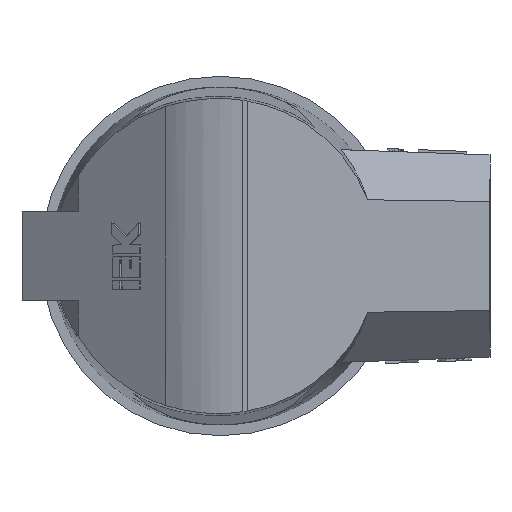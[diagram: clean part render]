
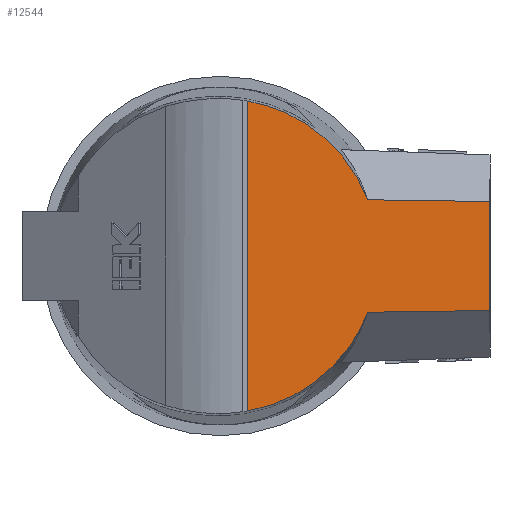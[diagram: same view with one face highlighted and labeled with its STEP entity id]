
A CAD part, left-side view. The second image highlights one B-rep face of the part: STEP entity #12544.
In plain terms, the highlighted planar face has unit normal (-0.999, -0.035, 0).
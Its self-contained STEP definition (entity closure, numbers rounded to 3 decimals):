
#602 = DIRECTION ( 'NONE',  ( 0.999, 0.035, 0. ) ) ;
#1717 = CARTESIAN_POINT ( 'NONE',  ( 0.318, -9.013, -15.034 ) ) ;
#1803 = ORIENTED_EDGE ( 'NONE', *, *, #30447, .T. ) ;
#1873 = CARTESIAN_POINT ( 'NONE',  ( 0.566, -16.108, -6.962 ) ) ;
#2886 = CARTESIAN_POINT ( 'NONE',  ( 0.161, -4.519, 16.924 ) ) ;
#4348 = CARTESIAN_POINT ( 'NONE',  ( 0.576, -16.391, 6.256 ) ) ;
#5209 = CARTESIAN_POINT ( 'NONE',  ( 0.373, -10.583, -13.994 ) ) ;
#5354 = CARTESIAN_POINT ( 'NONE',  ( 0.576, -16.391, -6.256 ) ) ;
#6208 = CARTESIAN_POINT ( 'NONE',  ( 0.47, -13.365, 11.454 ) ) ;
#6353 = CARTESIAN_POINT ( 'NONE',  ( 0.122, -3.409, 17.179 ) ) ;
#6514 = CARTESIAN_POINT ( 'NONE',  ( 0.109, -3.034, 21.5 ) ) ;
#6579 = ORIENTED_EDGE ( 'NONE', *, *, #30498, .T. ) ;
#7256 = VERTEX_POINT ( 'NONE', #33922 ) ;
#8019 = ORIENTED_EDGE ( 'NONE', *, *, #26658, .F. ) ;
#8195 = LINE ( 'NONE', #40476, #43416 ) ;
#8214 = VERTEX_POINT ( 'NONE', #36992 ) ;
#8694 = CARTESIAN_POINT ( 'NONE',  ( 0.432, -12.291, -12.527 ) ) ;
#9688 = CARTESIAN_POINT ( 'NONE',  ( 0.383, -10.885, 13.745 ) ) ;
#9908 = LINE ( 'NONE', #29985, #27131 ) ;
#10243 = VERTEX_POINT ( 'NONE', #4348 ) ;
#12127 = CARTESIAN_POINT ( 'NONE',  ( 0.468, -13.32, -11.412 ) ) ;
#12544 = ADVANCED_FACE ( 'NONE', ( #37239 ), #31205, .F. ) ;
#13129 = CARTESIAN_POINT ( 'NONE',  ( 0.351, -9.971, 14.42 ) ) ;
#15145 = CARTESIAN_POINT ( 'NONE',  ( 1.051, -30., 6.066 ) ) ;
#15423 = CARTESIAN_POINT ( 'NONE',  ( 0.161, -4.533, -16.984 ) ) ;
#15568 = CARTESIAN_POINT ( 'NONE',  ( 0.493, -14.031, -10.529 ) ) ;
#15670 = ORIENTED_EDGE ( 'NONE', *, *, #18504, .T. ) ;
#16435 = CARTESIAN_POINT ( 'NONE',  ( 0.557, -15.853, 7.663 ) ) ;
#16581 = CARTESIAN_POINT ( 'NONE',  ( 0.307, -8.695, 15.233 ) ) ;
#16746 = DIRECTION ( 'NONE',  ( 0.035, -0.999, 0.014 ) ) ;
#17551 = ORIENTED_EDGE ( 'NONE', *, *, #21319, .T. ) ;
#17878 = CARTESIAN_POINT ( 'NONE',  ( 0.109, -3.034, 17.244 ) ) ;
#18504 = EDGE_CURVE ( 'NONE', #10243, #33593, #36512, .T. ) ;
#18867 = CARTESIAN_POINT ( 'NONE',  ( 0.271, -7.678, -15.754 ) ) ;
#19019 = CARTESIAN_POINT ( 'NONE',  ( 0.53, -15.088, -8.978 ) ) ;
#20022 = CARTESIAN_POINT ( 'NONE',  ( 0.236, -6.672, 16.215 ) ) ;
#20985 = ORIENTED_EDGE ( 'NONE', *, *, #31266, .T. ) ;
#21183 = CARTESIAN_POINT ( 'NONE',  ( 0.109, -3.034, 21.5 ) ) ;
#21309 = LINE ( 'NONE', #6514, #38384 ) ;
#21319 = EDGE_CURVE ( 'NONE', #33593, #7256, #21309, .T. ) ;
#22352 = CARTESIAN_POINT ( 'NONE',  ( 0.306, -8.684, -15.225 ) ) ;
#22509 = CARTESIAN_POINT ( 'NONE',  ( 0.555, -15.792, -7.649 ) ) ;
#23500 = CARTESIAN_POINT ( 'NONE',  ( 0.174, -4.886, 16.822 ) ) ;
#24661 = DIRECTION ( 'NONE',  ( -0.035, 0.999, 0. ) ) ;
#25771 = DIRECTION ( 'NONE',  ( 0., 0., -1. ) ) ;
#25838 = CARTESIAN_POINT ( 'NONE',  ( 0.351, -9.973, -14.433 ) ) ;
#25990 = CARTESIAN_POINT ( 'NONE',  ( 0.571, -16.255, -6.61 ) ) ;
#26658 = EDGE_CURVE ( 'NONE', #10243, #36429, #9908, .T. ) ;
#26843 = CARTESIAN_POINT ( 'NONE',  ( 0.532, -15.142, 8.985 ) ) ;
#26991 = CARTESIAN_POINT ( 'NONE',  ( 0.135, -3.781, 17.102 ) ) ;
#27131 = VECTOR ( 'NONE', #33383, 1000. ) ;
#28915 = VECTOR ( 'NONE', #38894, 1000. ) ;
#29260 = CARTESIAN_POINT ( 'NONE',  ( 0.413, -11.741, -13.041 ) ) ;
#29736 = AXIS2_PLACEMENT_3D ( 'NONE', #21183, #602, #24661 ) ;
#29985 = CARTESIAN_POINT ( 'NONE',  ( 1.054, -30.1, 6.065 ) ) ;
#30220 = CARTESIAN_POINT ( 'NONE',  ( 0.434, -12.338, 12.549 ) ) ;
#30371 = CARTESIAN_POINT ( 'NONE',  ( 0.109, -3.034, 17.244 ) ) ;
#30405 = CARTESIAN_POINT ( 'NONE',  ( 0.576, -16.391, -6.256 ) ) ;
#30447 = EDGE_CURVE ( 'NONE', #8214, #36429, #37948, .T. ) ;
#30498 = EDGE_CURVE ( 'NONE', #7256, #42024, #35078, .T. ) ;
#31205 = PLANE ( 'NONE',  #29736 ) ;
#31266 = EDGE_CURVE ( 'NONE', #42024, #8214, #8195, .T. ) ;
#32621 = CARTESIAN_POINT ( 'NONE',  ( 0.46, -13.068, -11.699 ) ) ;
#33347 = CARTESIAN_POINT ( 'NONE',  ( 0.576, -16.391, 6.256 ) ) ;
#33383 = DIRECTION ( 'NONE',  ( 0.035, -0.999, -0.014 ) ) ;
#33593 = VERTEX_POINT ( 'NONE', #17878 ) ;
#33633 = CARTESIAN_POINT ( 'NONE',  ( 0.373, -10.586, 13.976 ) ) ;
#33922 = CARTESIAN_POINT ( 'NONE',  ( 0.109, -3.034, -17.244 ) ) ;
#35078 = B_SPLINE_CURVE_WITH_KNOTS ( 'NONE', 3,
 ( #35924, #15423, #39313, #18867, #42685, #22352, #1717, #25838, #5209, #29260, #8694, #32621, #12127, #36074, #15568, #39462, #19019, #42821, #22509, #1873, #25990, #5354 ),
 .UNSPECIFIED., .F., .F.,
 ( 4, 2, 2, 2, 2, 2, 2, 2, 2, 2, 4 ),
 ( 0., 0.005, 0.006, 0.007, 0.009, 0.011, 0.012, 0.014, 0.016, 0.017, 0.018 ),
 .UNSPECIFIED. ) ;
#35924 = CARTESIAN_POINT ( 'NONE',  ( 0.109, -3.034, -17.244 ) ) ;
#36074 = CARTESIAN_POINT ( 'NONE',  ( 0.485, -13.801, -10.828 ) ) ;
#36429 = VERTEX_POINT ( 'NONE', #15145 ) ;
#36512 = B_SPLINE_CURVE_WITH_KNOTS ( 'NONE', 3,
 ( #33347, #16435, #26843, #6208, #30220, #9688, #33633, #13129, #37070, #16581, #40457, #20022, #43796, #23500, #2886, #26991, #6353, #30371 ),
 .UNSPECIFIED., .F., .F.,
 ( 4, 2, 2, 2, 2, 2, 2, 2, 4 ),
 ( 0.031, 0.035, 0.04, 0.041, 0.042, 0.044, 0.046, 0.048, 0.049 ),
 .UNSPECIFIED. ) ;
#36992 = CARTESIAN_POINT ( 'NONE',  ( 1.051, -30., -6.066 ) ) ;
#37070 = CARTESIAN_POINT ( 'NONE',  ( 0.34, -9.655, 14.632 ) ) ;
#37239 = FACE_OUTER_BOUND ( 'NONE', #40256, .T. ) ;
#37948 = LINE ( 'NONE', #42233, #28915 ) ;
#38384 = VECTOR ( 'NONE', #25771, 1000. ) ;
#38894 = DIRECTION ( 'NONE',  ( 0., 0., 1. ) ) ;
#39313 = CARTESIAN_POINT ( 'NONE',  ( 0.212, -5.966, -16.538 ) ) ;
#39462 = CARTESIAN_POINT ( 'NONE',  ( 0.516, -14.69, -9.614 ) ) ;
#40256 = EDGE_LOOP ( 'NONE', ( #17551, #6579, #20985, #1803, #8019, #15670 ) ) ;
#40457 = CARTESIAN_POINT ( 'NONE',  ( 0.284, -8.034, 15.589 ) ) ;
#40476 = CARTESIAN_POINT ( 'NONE',  ( 1.057, -30.169, -6.064 ) ) ;
#42024 = VERTEX_POINT ( 'NONE', #30405 ) ;
#42233 = CARTESIAN_POINT ( 'NONE',  ( 1.051, -30., 6.066 ) ) ;
#42685 = CARTESIAN_POINT ( 'NONE',  ( 0.283, -8.016, -15.585 ) ) ;
#42821 = CARTESIAN_POINT ( 'NONE',  ( 0.549, -15.624, -7.986 ) ) ;
#43416 = VECTOR ( 'NONE', #16746, 1000. ) ;
#43796 = CARTESIAN_POINT ( 'NONE',  ( 0.212, -5.97, 16.485 ) ) ;
